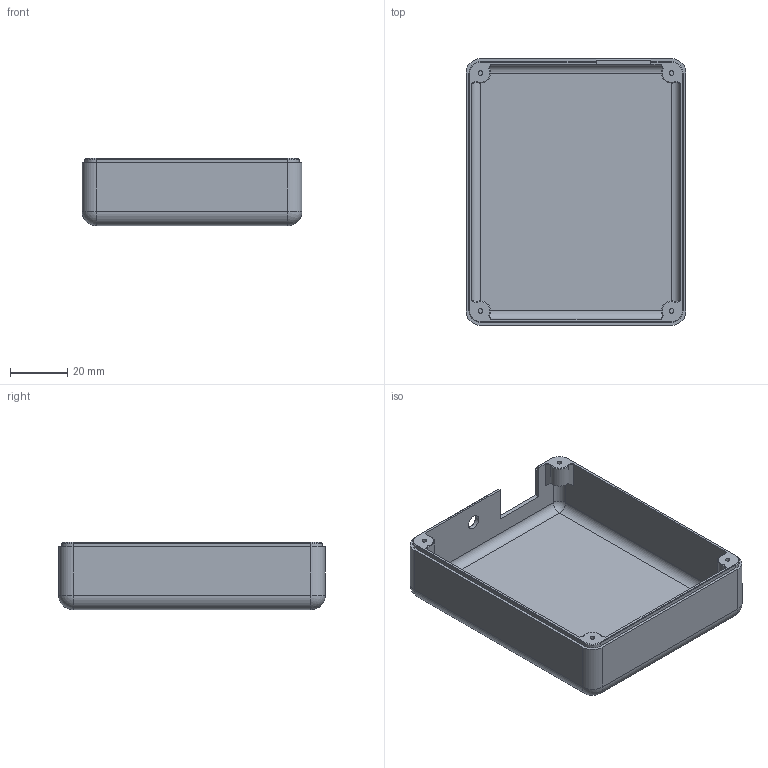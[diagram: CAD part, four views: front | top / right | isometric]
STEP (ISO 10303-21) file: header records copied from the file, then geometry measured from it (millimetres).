
FILE_DESCRIPTION(/* description */ (''),/* implementation_level */ '2;1');
FILE_NAME(/* name */ 'Bottom.step',/* time_stamp */ '2021-02-21T17:38:20-05:00',/* author */ (''),/* organization */ (''),/* preprocessor_version */ 'ST-DEVELOPER v18.1',/* originating_system */ 'Autodesk Translation Framework v9.7.0.1280',/* authorisation */ '');
FILE_SCHEMA (('AUTOMOTIVE_DESIGN { 1 0 10303 214 3 1 1 }'));
Length unit declared in the file: millimetre
Products named in the file (1): Bottom
Bounding box: 76.65 x 92.9 x 23.5 mm (x, y, z)
Volume: 27179.9 mm3; surface area: 27506.1 mm2
Topology: 1 solids, 1 shells, 110 faces, 261 edges, 157 vertices
Faces by surface type: plane 60, cylinder 29, cone 13, sphere 8
Full cylindrical faces by diameter (mm): 1.6 x4, 5 x1
Entity records: 3168 total; most frequent: DIRECTION 554, CARTESIAN_POINT 553, ORIENTED_EDGE 522, EDGE_CURVE 261, AXIS2_PLACEMENT_3D 190, LINE 174, VECTOR 174, VERTEX_POINT 157
